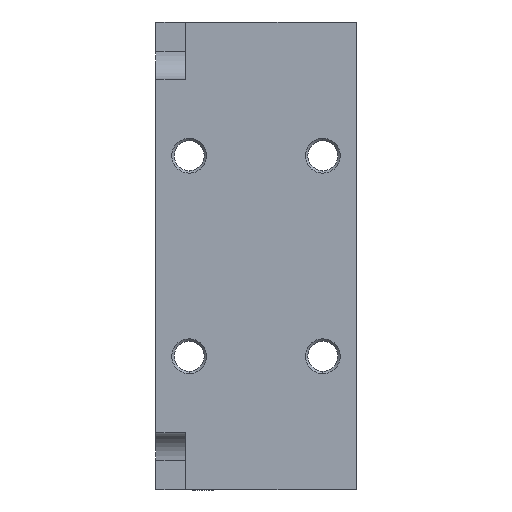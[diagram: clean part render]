
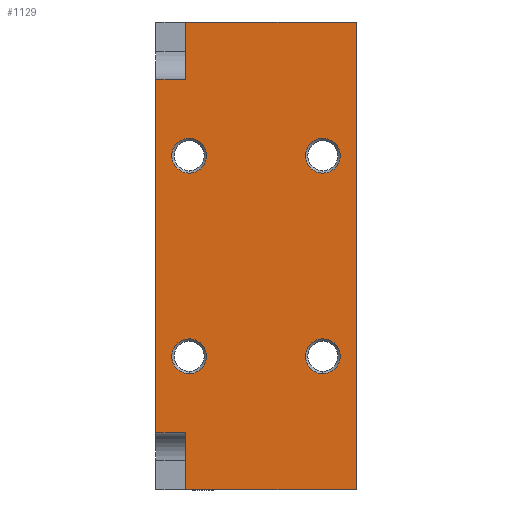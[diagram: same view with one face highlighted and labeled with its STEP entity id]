
A CAD part, left-side view. The second image highlights one B-rep face of the part: STEP entity #1129.
In plain terms, the highlighted planar face has unit normal (-1, 0, 0).
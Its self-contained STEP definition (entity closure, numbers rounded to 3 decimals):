
#1129=ADVANCED_FACE('NONE',(#2470,#2471,#2472,#2473,#2474),#2475,.T.);
#2470=FACE_BOUND('',#3996,.T.);
#2471=FACE_BOUND('',#3997,.T.);
#2472=FACE_OUTER_BOUND('',#3998,.T.);
#2473=FACE_BOUND('',#3999,.T.);
#2474=FACE_BOUND('',#4000,.T.);
#2475=PLANE('',#4001);
#3996=EDGE_LOOP('',(#7260,#7261));
#3997=EDGE_LOOP('',(#7262,#7263));
#3998=EDGE_LOOP('',(#7264,#7265,#7266,#7267,#7268,#7269,#7270,#7271));
#3999=EDGE_LOOP('',(#7272,#7273));
#4000=EDGE_LOOP('',(#7274,#7275));
#4001=AXIS2_PLACEMENT_3D('',#7276,#7277,#7278);
#7260=ORIENTED_EDGE('',*,*,#9902,.T.);
#7261=ORIENTED_EDGE('',*,*,#9116,.T.);
#7262=ORIENTED_EDGE('',*,*,#9916,.T.);
#7263=ORIENTED_EDGE('',*,*,#9917,.T.);
#7264=ORIENTED_EDGE('',*,*,#9807,.T.);
#7265=ORIENTED_EDGE('',*,*,#9188,.T.);
#7266=ORIENTED_EDGE('',*,*,#9480,.T.);
#7267=ORIENTED_EDGE('',*,*,#9027,.F.);
#7268=ORIENTED_EDGE('',*,*,#8974,.T.);
#7269=ORIENTED_EDGE('',*,*,#9918,.T.);
#7270=ORIENTED_EDGE('',*,*,#9871,.T.);
#7271=ORIENTED_EDGE('',*,*,#9919,.T.);
#7272=ORIENTED_EDGE('',*,*,#9920,.T.);
#7273=ORIENTED_EDGE('',*,*,#9921,.T.);
#7274=ORIENTED_EDGE('',*,*,#9898,.T.);
#7275=ORIENTED_EDGE('',*,*,#8969,.T.);
#7276=CARTESIAN_POINT('',(-15.875,9.525,22.225));
#7277=DIRECTION('',(-1.0,0.,0.));
#7278=DIRECTION('',(0.,-1.0,0.));
#8969=EDGE_CURVE('NONE',#10795,#10798,#10800,.T.);
#8974=EDGE_CURVE('NONE',#10803,#10807,#10809,.T.);
#9027=EDGE_CURVE('NONE',#10803,#10897,#10898,.T.);
#9116=EDGE_CURVE('NONE',#11032,#11035,#11037,.T.);
#9188=EDGE_CURVE('NONE',#11149,#11154,#11156,.T.);
#9480=EDGE_CURVE('NONE',#11154,#10897,#11599,.T.);
#9807=EDGE_CURVE('NONE',#12025,#11149,#12026,.T.);
#9871=EDGE_CURVE('NONE',#12103,#12101,#12104,.T.);
#9898=EDGE_CURVE('NONE',#10798,#10795,#12133,.T.);
#9902=EDGE_CURVE('NONE',#11035,#11032,#12137,.T.);
#9916=EDGE_CURVE('NONE',#12152,#12153,#12154,.T.);
#9917=EDGE_CURVE('NONE',#12153,#12152,#12155,.T.);
#9918=EDGE_CURVE('NONE',#10807,#12103,#12156,.T.);
#9919=EDGE_CURVE('NONE',#12101,#12025,#12157,.T.);
#9920=EDGE_CURVE('NONE',#12158,#12159,#12160,.T.);
#9921=EDGE_CURVE('NONE',#12159,#12158,#12161,.T.);
#10795=VERTEX_POINT('NONE',#13213);
#10798=VERTEX_POINT('NONE',#13217);
#10800=CIRCLE('',#13220,1.651);
#10803=VERTEX_POINT('NONE',#13223);
#10807=VERTEX_POINT('NONE',#13229);
#10809=LINE('',#13232,#13233);
#10897=VERTEX_POINT('NONE',#13340);
#10898=LINE('',#13341,#13342);
#11032=VERTEX_POINT('NONE',#13510);
#11035=VERTEX_POINT('NONE',#13514);
#11037=CIRCLE('',#13517,1.651);
#11149=VERTEX_POINT('NONE',#13655);
#11154=VERTEX_POINT('NONE',#13662);
#11156=LINE('',#13665,#13666);
#11599=LINE('',#14221,#14222);
#12025=VERTEX_POINT('NONE',#14762);
#12026=LINE('',#14763,#14764);
#12101=VERTEX_POINT('NONE',#14859);
#12103=VERTEX_POINT('NONE',#14862);
#12104=LINE('',#14863,#14864);
#12133=CIRCLE('',#14902,1.651);
#12137=CIRCLE('',#14906,1.651);
#12152=VERTEX_POINT('NONE',#14922);
#12153=VERTEX_POINT('NONE',#14923);
#12154=CIRCLE('',#14924,1.651);
#12155=CIRCLE('',#14925,1.651);
#12156=LINE('',#14926,#14927);
#12157=LINE('',#14928,#14929);
#12158=VERTEX_POINT('NONE',#14930);
#12159=VERTEX_POINT('NONE',#14931);
#12160=CIRCLE('',#14932,1.651);
#12161=CIRCLE('',#14933,1.651);
#13213=CARTESIAN_POINT('',(-15.875,6.35,-7.874));
#13217=CARTESIAN_POINT('',(-15.875,6.35,-11.176));
#13220=AXIS2_PLACEMENT_3D('',#15851,#15852,#15853);
#13223=CARTESIAN_POINT('',(-15.875,-9.525,-22.225));
#13229=CARTESIAN_POINT('',(-15.875,-9.525,22.225));
#13232=CARTESIAN_POINT('',(-15.875,-9.525,-22.225));
#13233=VECTOR('',#15857,1000.0);
#13340=CARTESIAN_POINT('',(-15.875,6.68,-22.225));
#13341=CARTESIAN_POINT('',(-15.875,9.525,-22.225));
#13342=VECTOR('',#15961,1000.0);
#13510=CARTESIAN_POINT('',(-15.875,-6.35,7.874));
#13514=CARTESIAN_POINT('',(-15.875,-6.35,11.176));
#13517=AXIS2_PLACEMENT_3D('',#16097,#16098,#16099);
#13655=CARTESIAN_POINT('',(-15.875,9.525,-16.764));
#13662=CARTESIAN_POINT('',(-15.875,6.68,-16.764));
#13665=CARTESIAN_POINT('',(-15.875,9.525,-16.764));
#13666=VECTOR('',#16210,1000.0);
#14221=CARTESIAN_POINT('',(-15.875,6.68,22.225));
#14222=VECTOR('',#16653,1000.0);
#14762=CARTESIAN_POINT('',(-15.875,9.525,16.764));
#14763=CARTESIAN_POINT('',(-15.875,9.525,22.225));
#14764=VECTOR('',#17083,1000.0);
#14859=CARTESIAN_POINT('',(-15.875,6.68,16.764));
#14862=CARTESIAN_POINT('',(-15.875,6.68,22.225));
#14863=CARTESIAN_POINT('',(-15.875,6.68,22.225));
#14864=VECTOR('',#17180,1000.0);
#14902=AXIS2_PLACEMENT_3D('',#17217,#17218,#17219);
#14906=AXIS2_PLACEMENT_3D('',#17223,#17224,#17225);
#14922=CARTESIAN_POINT('',(-15.875,-6.35,-7.874));
#14923=CARTESIAN_POINT('',(-15.875,-6.35,-11.176));
#14924=AXIS2_PLACEMENT_3D('',#17242,#17243,#17244);
#14925=AXIS2_PLACEMENT_3D('',#17245,#17246,#17247);
#14926=CARTESIAN_POINT('',(-15.875,9.525,22.225));
#14927=VECTOR('',#17248,1000.0);
#14928=CARTESIAN_POINT('',(-15.875,9.525,16.764));
#14929=VECTOR('',#17249,1000.0);
#14930=CARTESIAN_POINT('',(-15.875,6.35,7.874));
#14931=CARTESIAN_POINT('',(-15.875,6.35,11.176));
#14932=AXIS2_PLACEMENT_3D('',#17250,#17251,#17252);
#14933=AXIS2_PLACEMENT_3D('',#17253,#17254,#17255);
#15851=CARTESIAN_POINT('',(-15.875,6.35,-9.525));
#15852=DIRECTION('',(1.0,0.,0.));
#15853=DIRECTION('',(0.,0.,-1.0));
#15857=DIRECTION('',(0.0,-0.0,1.0));
#15961=DIRECTION('',(0.,1.0,0.));
#16097=CARTESIAN_POINT('',(-15.875,-6.35,9.525));
#16098=DIRECTION('',(1.0,0.0,0.));
#16099=DIRECTION('',(0.,0.0,1.0));
#16210=DIRECTION('',(0.,-1.0,0.));
#16653=DIRECTION('',(0.,0.,-1.0));
#17083=DIRECTION('',(0.,0.,-1.0));
#17180=DIRECTION('',(0.,0.,-1.0));
#17217=CARTESIAN_POINT('',(-15.875,6.35,-9.525));
#17218=DIRECTION('',(1.0,0.,0.));
#17219=DIRECTION('',(0.,0.,-1.0));
#17223=CARTESIAN_POINT('',(-15.875,-6.35,9.525));
#17224=DIRECTION('',(1.0,0.0,0.));
#17225=DIRECTION('',(0.,0.0,1.0));
#17242=CARTESIAN_POINT('',(-15.875,-6.35,-9.525));
#17243=DIRECTION('',(1.0,0.0,0.));
#17244=DIRECTION('',(0.,0.0,1.0));
#17245=CARTESIAN_POINT('',(-15.875,-6.35,-9.525));
#17246=DIRECTION('',(1.0,0.0,0.));
#17247=DIRECTION('',(0.,0.0,1.0));
#17248=DIRECTION('',(0.,1.0,0.));
#17249=DIRECTION('',(0.,1.0,0.));
#17250=CARTESIAN_POINT('',(-15.875,6.35,9.525));
#17251=DIRECTION('',(1.0,0.,0.));
#17252=DIRECTION('',(0.,0.,-1.0));
#17253=CARTESIAN_POINT('',(-15.875,6.35,9.525));
#17254=DIRECTION('',(1.0,0.,0.));
#17255=DIRECTION('',(0.,0.,-1.0));
